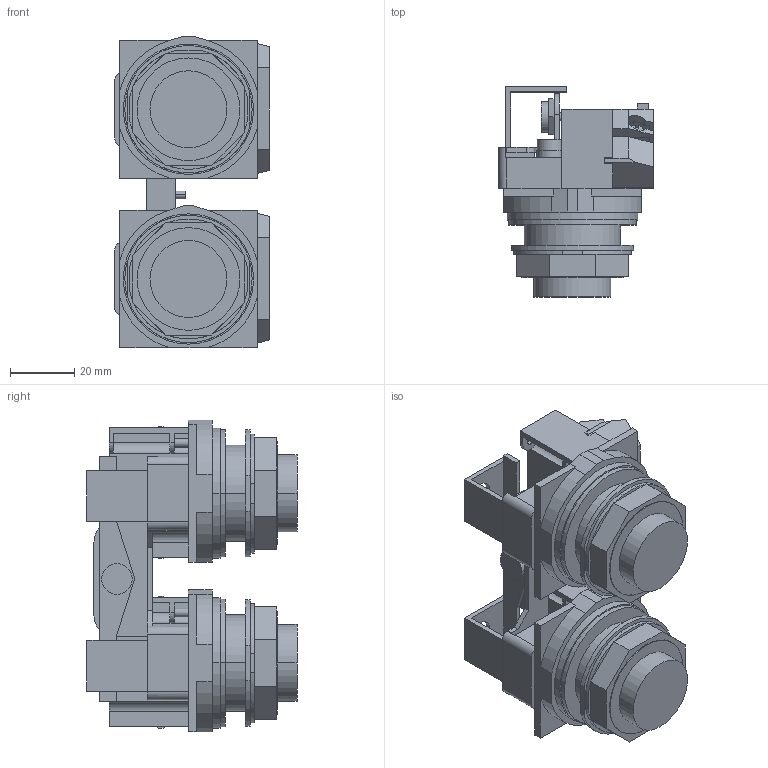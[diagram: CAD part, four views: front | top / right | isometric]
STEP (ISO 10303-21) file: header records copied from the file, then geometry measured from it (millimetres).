
FILE_DESCRIPTION((''),'2;1');
FILE_NAME('9001SKRU1_3D-SIMPLIFIED-1_ASM','2021-07-20T15:46:29',('melanie.cordero'),(''),'CREO PARAMETRIC BY PTC INC, 2018260','CREO PARAMETRIC BY PTC INC, 2018260','');
FILE_SCHEMA(('CONFIG_CONTROL_DESIGN'));
Length unit declared in the file: inch
Products named in the file (11): PRT0002; PRT0003; VIS; AVANT; EQUERRE; GRANDE-VIS; PETITE-VIS; PRT0004; PRT0005; PRT0006; 9001SKRU1_3D-SIMPLIFIED-1_ASM
Assembly tree (17 placements, depth 2):
  9001SKRU1_3D-SIMPLIFIED-1_ASM
    PRT0002
    PRT0003
    VIS  x4
    AVANT  x2
    EQUERRE  x2
    GRANDE-VIS  x2
    PETITE-VIS
    PRT0004
    PRT0005
    PRT0006  x2
Bounding box: 48.18 x 65.48 x 97.07 mm (x, y, z)
Volume: 125896.3 mm3; surface area: 43758 mm2
Topology: 17 solids, 17 shells, 551 faces, 1465 edges, 972 vertices
Faces by surface type: plane 393, cylinder 150, cone 8
Entity records: 13164 total; most frequent: CARTESIAN_POINT 2444, ORIENTED_EDGE 2192, DIRECTION 2162, EDGE_CURVE 1096, VECTOR 822, LINE 822, VERTEX_POINT 732, AXIS2_PLACEMENT_3D 670
